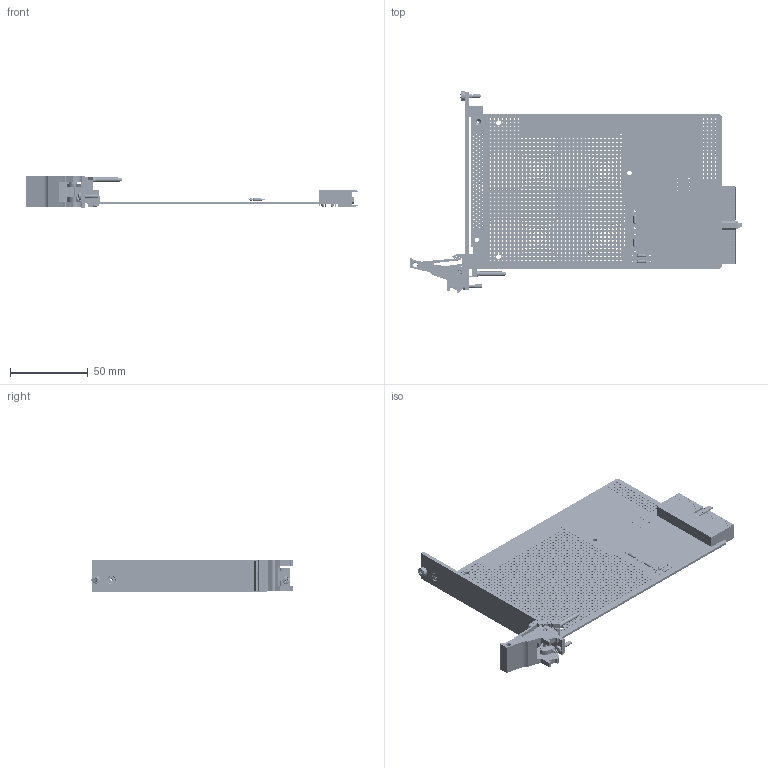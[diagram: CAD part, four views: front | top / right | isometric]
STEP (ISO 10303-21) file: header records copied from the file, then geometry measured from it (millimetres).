
FILE_DESCRIPTION (( 'STEP AP214' ), '1' );
FILE_NAME ('40-225A-001 PXI 1 SLT Prototype Card.STEP', '2013-08-22T13:00:56', ( 'admin' ), ( '' ), 'SwSTEP 2.0', 'SolidWorks 2012', '' );
FILE_SCHEMA (( 'AUTOMOTIVE_DESIGN' ));
Length unit declared in the file: millimetre
Products named in the file (1): 40-225A-001 PXI 1 SLT Prototype Card
Bounding box: 214.01 x 129.67 x 20 mm (x, y, z)
Surface area: 58918.9 mm2 (no closed solid volume)
Topology: 0 solids, 209 shells, 3611 faces, 15897 edges, 12790 vertices
Faces by surface type: plane 1953, cylinder 1613, cone 17, torus 14, sphere 12, bspline 2
Full cylindrical faces by diameter (mm): 0.3 x16, 0.6 x110, 0.7 x5, 0.762 x8, 0.8 x96, 1 x1209, 1.496 x2, 1.864 x4, 2 x6, 2.05 x2, 2.5 x4, 2.6 x1, 2.8 x2, 3 x6, 4.7 x1, 5 x3, 5.3 x1, 5.9 x1, 6 x1
Entity records: 199633 total; most frequent: CARTESIAN_POINT 35428, DIRECTION 24027, ORIENTED_EDGE 19007, EDGE_CURVE 13750, VERTEX_POINT 12161, LINE 9923, VECTOR 9923, EDGE_LOOP 8682
